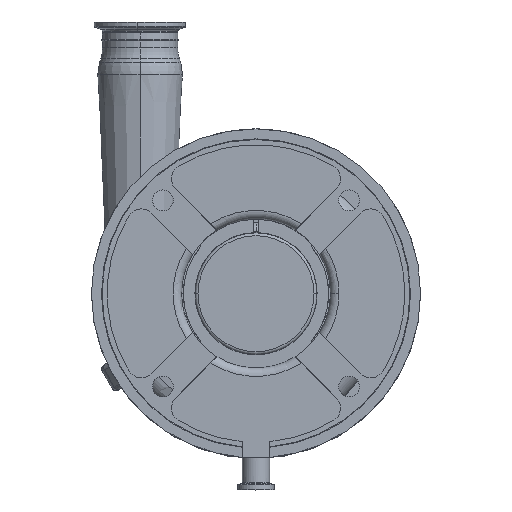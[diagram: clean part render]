
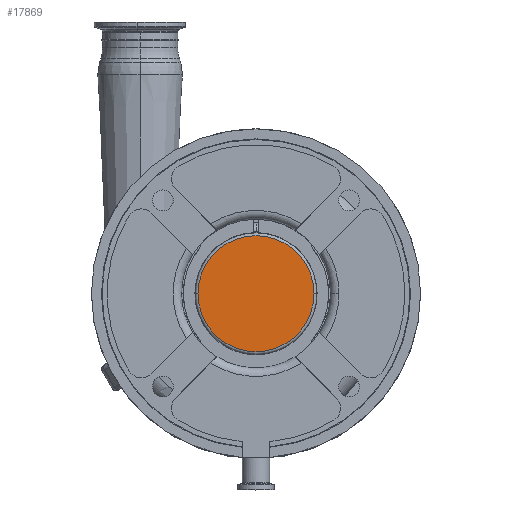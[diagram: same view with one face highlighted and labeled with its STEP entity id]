
A CAD part, top view. The second image highlights one B-rep face of the part: STEP entity #17869.
In plain terms, the highlighted planar face has unit normal (0, 0, 1).
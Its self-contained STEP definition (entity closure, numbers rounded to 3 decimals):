
#74 = ORIENTED_EDGE ( 'NONE', *, *, #9868, .T. ) ;
#99 = DIRECTION ( 'NONE',  ( -1., 0., 0. ) ) ;
#1400 = CARTESIAN_POINT ( 'NONE',  ( 0., 0., 65. ) ) ;
#1496 = DIRECTION ( 'NONE',  ( 0., 0., -1. ) ) ;
#1915 = CIRCLE ( 'NONE', #2862, 40.552 ) ;
#2787 = DIRECTION ( 'NONE',  ( -1., 0., 0. ) ) ;
#2862 = AXIS2_PLACEMENT_3D ( 'NONE', #1400, #12022, #2787 ) ;
#4766 = AXIS2_PLACEMENT_3D ( 'NONE', #11930, #7365, #14802 ) ;
#6695 = CIRCLE ( 'NONE', #4766, 40.552 ) ;
#7365 = DIRECTION ( 'NONE',  ( 0., 0., 1. ) ) ;
#7651 = FACE_OUTER_BOUND ( 'NONE', #9940, .T. ) ;
#9142 = PLANE ( 'NONE',  #13661 ) ;
#9798 = EDGE_CURVE ( 'NONE', #13305, #19268, #6695, .T. ) ;
#9868 = EDGE_CURVE ( 'NONE', #19268, #13305, #1915, .T. ) ;
#9940 = EDGE_LOOP ( 'NONE', ( #15560, #74 ) ) ;
#11930 = CARTESIAN_POINT ( 'NONE',  ( 0., 0., 65. ) ) ;
#12022 = DIRECTION ( 'NONE',  ( 0., 0., 1. ) ) ;
#12906 = CARTESIAN_POINT ( 'NONE',  ( 40.552, 0., 65. ) ) ;
#13305 = VERTEX_POINT ( 'NONE', #17795 ) ;
#13661 = AXIS2_PLACEMENT_3D ( 'NONE', #19541, #1496, #99 ) ;
#14802 = DIRECTION ( 'NONE',  ( -1., 0., 0. ) ) ;
#15560 = ORIENTED_EDGE ( 'NONE', *, *, #9798, .T. ) ;
#17795 = CARTESIAN_POINT ( 'NONE',  ( -40.552, 0., 65. ) ) ;
#17869 = ADVANCED_FACE ( 'NONE', ( #7651 ), #9142, .F. ) ;
#19268 = VERTEX_POINT ( 'NONE', #12906 ) ;
#19541 = CARTESIAN_POINT ( 'NONE',  ( 0., 0., 65. ) ) ;
